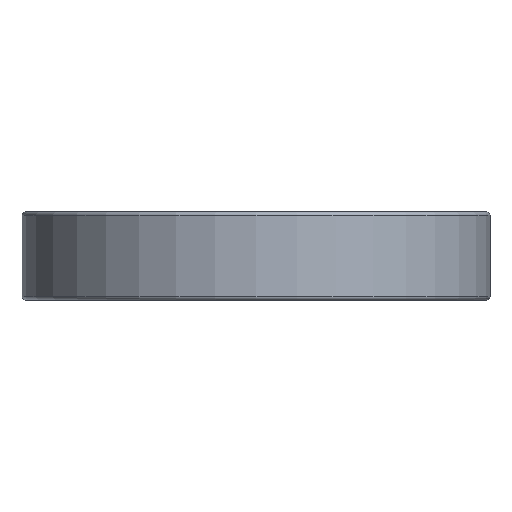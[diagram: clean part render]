
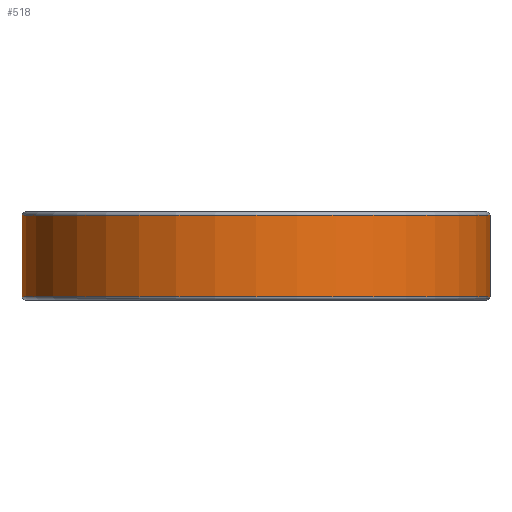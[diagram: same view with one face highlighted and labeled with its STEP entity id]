
A CAD part, front view. The second image highlights one B-rep face of the part: STEP entity #518.
In plain terms, the highlighted cylindrical face has radius 21.25 mm (diameter 42.5 mm), a partial arc.
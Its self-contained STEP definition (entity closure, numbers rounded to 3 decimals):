
#36 = AXIS2_PLACEMENT_3D ( 'NONE', #303, #1791, #453 ) ;
#178 = AXIS2_PLACEMENT_3D ( 'NONE', #1361, #1193, #1366 ) ;
#228 = CARTESIAN_POINT ( 'NONE',  ( -21.25, 0., -3.7 ) ) ;
#303 = CARTESIAN_POINT ( 'NONE',  ( 0., 0., 3.7 ) ) ;
#334 = CARTESIAN_POINT ( 'NONE',  ( -21.25, 0., 3.7 ) ) ;
#440 = EDGE_LOOP ( 'NONE', ( #1702, #837, #947, #1528 ) ) ;
#452 = EDGE_CURVE ( 'NONE', #1157, #755, #969, .T. ) ;
#453 = DIRECTION ( 'NONE',  ( 1., 0., 0. ) ) ;
#461 = CARTESIAN_POINT ( 'NONE',  ( 0., 0., -3.7 ) ) ;
#470 = DIRECTION ( 'NONE',  ( 0., 0., 1. ) ) ;
#481 = DIRECTION ( 'NONE',  ( 1., 0., 0. ) ) ;
#501 = LINE ( 'NONE', #652, #1806 ) ;
#518 = ADVANCED_FACE ( 'NONE', ( #802 ), #1014, .T. ) ;
#652 = CARTESIAN_POINT ( 'NONE',  ( -21.25, 0., 0. ) ) ;
#698 = CIRCLE ( 'NONE', #1089, 21.25 ) ;
#755 = VERTEX_POINT ( 'NONE', #925 ) ;
#802 = FACE_OUTER_BOUND ( 'NONE', #440, .T. ) ;
#837 = ORIENTED_EDGE ( 'NONE', *, *, #1225, .T. ) ;
#925 = CARTESIAN_POINT ( 'NONE',  ( 21.25, 0., 3.7 ) ) ;
#947 = ORIENTED_EDGE ( 'NONE', *, *, #452, .T. ) ;
#955 = DIRECTION ( 'NONE',  ( 0., 0., 1. ) ) ;
#969 = LINE ( 'NONE', #1343, #1681 ) ;
#1014 = CYLINDRICAL_SURFACE ( 'NONE', #178, 21.25 ) ;
#1054 = EDGE_CURVE ( 'NONE', #1760, #755, #1888, .T. ) ;
#1089 = AXIS2_PLACEMENT_3D ( 'NONE', #461, #470, #481 ) ;
#1157 = VERTEX_POINT ( 'NONE', #1242 ) ;
#1193 = DIRECTION ( 'NONE',  ( 0., 0., 1. ) ) ;
#1225 = EDGE_CURVE ( 'NONE', #1776, #1157, #698, .T. ) ;
#1242 = CARTESIAN_POINT ( 'NONE',  ( 21.25, 0., -3.7 ) ) ;
#1343 = CARTESIAN_POINT ( 'NONE',  ( 21.25, 0., 0. ) ) ;
#1361 = CARTESIAN_POINT ( 'NONE',  ( 0., 0., 0. ) ) ;
#1366 = DIRECTION ( 'NONE',  ( 1., 0., 0. ) ) ;
#1468 = DIRECTION ( 'NONE',  ( 0., 0., 1. ) ) ;
#1528 = ORIENTED_EDGE ( 'NONE', *, *, #1054, .F. ) ;
#1615 = EDGE_CURVE ( 'NONE', #1776, #1760, #501, .T. ) ;
#1681 = VECTOR ( 'NONE', #1468, 1000. ) ;
#1702 = ORIENTED_EDGE ( 'NONE', *, *, #1615, .F. ) ;
#1760 = VERTEX_POINT ( 'NONE', #334 ) ;
#1776 = VERTEX_POINT ( 'NONE', #228 ) ;
#1791 = DIRECTION ( 'NONE',  ( 0., 0., 1. ) ) ;
#1806 = VECTOR ( 'NONE', #955, 1000. ) ;
#1888 = CIRCLE ( 'NONE', #36, 21.25 ) ;
